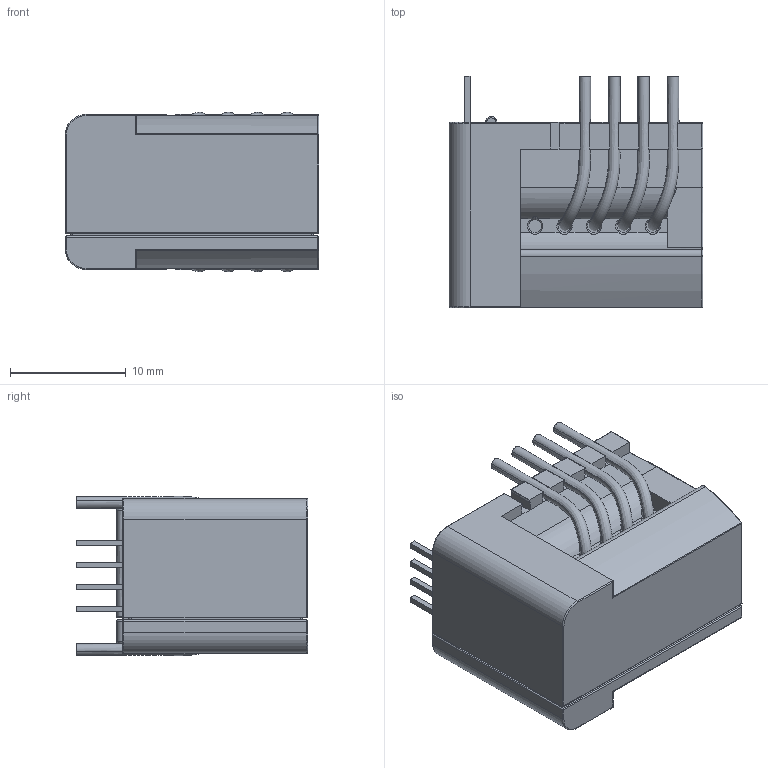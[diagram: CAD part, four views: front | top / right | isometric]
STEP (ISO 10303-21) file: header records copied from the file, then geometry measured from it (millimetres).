
FILE_DESCRIPTION(('CoCreate Modeling STEP Export'),'2;1');
FILE_NAME('CKSR 6-15-25-50-NP_Blackbox.stp','2009-06-05T 9:32:58',(''),(''),'CoCreate Modeling STEP processor for AP214 (Solid Model)','CoCreate Modeling 16.00A 16-Aug-2008 (C) Parametric Technology GmbH','');
FILE_SCHEMA(('AUTOMOTIVE_DESIGN { 1 0 10303 214 1 1 1 1 }'));
Length unit declared in the file: millimetre
Products named in the file (7): 1.Case; jumper.3; 4_jumpers_VENUS; sec4.2; pin_out_4pins; CKSR_6-15-25-50-NP_Blackbox
Assembly tree (11 placements, depth 3):
  1.Case
    1.Case
  CKSR_6-15-25-50-NP_Blackbox
    pin_out_4pins
      sec4.2  x4
    4_jumpers_VENUS
      jumper.3  x4
Bounding box: 21.91 x 20 x 13.77 mm (x, y, z)
Volume: 4274.9 mm3; surface area: 2411.7 mm2
Topology: 9 solids, 9 shells, 351 faces, 913 edges, 577 vertices
Faces by surface type: plane 184, cylinder 99, bspline 28, cone 20, torus 14, sphere 4, extrusion 2
Entity records: 18668 total; most frequent: CARTESIAN_POINT 10537, ORIENTED_EDGE 1686, DIRECTION 1574, EDGE_CURVE 843, AXIS2_PLACEMENT_3D 552, VERTEX_POINT 535, VECTOR 470, LINE 468
